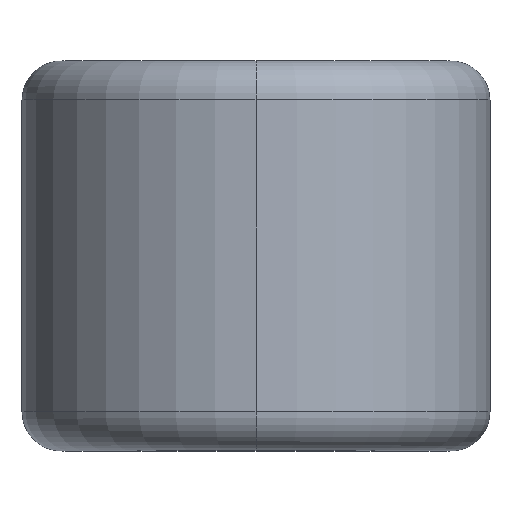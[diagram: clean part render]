
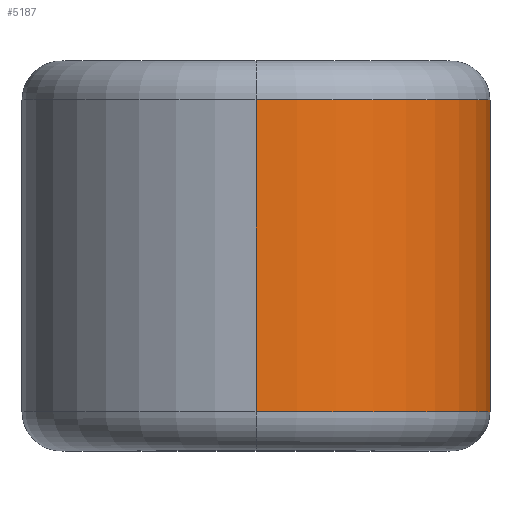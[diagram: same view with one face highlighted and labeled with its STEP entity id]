
A CAD part, top view. The second image highlights one B-rep face of the part: STEP entity #5187.
In plain terms, the highlighted cylindrical face has radius 6 mm (diameter 12 mm), a partial arc.
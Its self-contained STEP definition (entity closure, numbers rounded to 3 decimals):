
#55 = CARTESIAN_POINT ( 'NONE',  ( 0., 3.65, 0. ) ) ;
#497 = AXIS2_PLACEMENT_3D ( 'NONE', #5849, #10909, #13054 ) ;
#577 = VECTOR ( 'NONE', #1619, 1000. ) ;
#676 = CARTESIAN_POINT ( 'NONE',  ( 4.073, -3.35, -4.405 ) ) ;
#775 = VERTEX_POINT ( 'NONE', #3259 ) ;
#778 = VECTOR ( 'NONE', #12978, 1000. ) ;
#805 = EDGE_CURVE ( 'NONE', #4411, #1698, #12643, .T. ) ;
#937 = CIRCLE ( 'NONE', #497, 6. ) ;
#1058 = CIRCLE ( 'NONE', #11897, 6. ) ;
#1252 = ORIENTED_EDGE ( 'NONE', *, *, #12781, .T. ) ;
#1294 = CARTESIAN_POINT ( 'NONE',  ( 0., 5., -6. ) ) ;
#1305 = EDGE_CURVE ( 'NONE', #8881, #8347, #5289, .T. ) ;
#1406 = DIRECTION ( 'NONE',  ( 0., -1., 0. ) ) ;
#1615 = CIRCLE ( 'NONE', #9683, 6. ) ;
#1619 = DIRECTION ( 'NONE',  ( 0., -1., 0. ) ) ;
#1652 = EDGE_CURVE ( 'NONE', #9844, #4411, #8332, .T. ) ;
#1696 = DIRECTION ( 'NONE',  ( 0., -1., 0. ) ) ;
#1698 = VERTEX_POINT ( 'NONE', #12387 ) ;
#1820 = CARTESIAN_POINT ( 'NONE',  ( 0., 4., 6. ) ) ;
#2014 = DIRECTION ( 'NONE',  ( 0., 0., 1. ) ) ;
#2146 = ORIENTED_EDGE ( 'NONE', *, *, #1305, .F. ) ;
#2323 = VECTOR ( 'NONE', #11623, 1000. ) ;
#2642 = CARTESIAN_POINT ( 'NONE',  ( 0., 5., 0. ) ) ;
#2917 = CARTESIAN_POINT ( 'NONE',  ( 0., -3.35, 0. ) ) ;
#3259 = CARTESIAN_POINT ( 'NONE',  ( 0.6, 3.35, -5.97 ) ) ;
#3317 = CARTESIAN_POINT ( 'NONE',  ( 4.873, -3.35, -3.5 ) ) ;
#3596 = LINE ( 'NONE', #676, #577 ) ;
#3871 = ORIENTED_EDGE ( 'NONE', *, *, #6667, .T. ) ;
#4220 = ORIENTED_EDGE ( 'NONE', *, *, #4887, .F. ) ;
#4266 = DIRECTION ( 'NONE',  ( 0., -1., 0. ) ) ;
#4411 = VERTEX_POINT ( 'NONE', #13270 ) ;
#4551 = DIRECTION ( 'NONE',  ( 0., 0., 1. ) ) ;
#4677 = DIRECTION ( 'NONE',  ( 0., -1., 0. ) ) ;
#4681 = ORIENTED_EDGE ( 'NONE', *, *, #7289, .T. ) ;
#4687 = VECTOR ( 'NONE', #1406, 1000. ) ;
#4887 = EDGE_CURVE ( 'NONE', #6042, #8881, #6586, .T. ) ;
#4983 = FACE_BOUND ( 'NONE', #12756, .T. ) ;
#5067 = EDGE_CURVE ( 'NONE', #9844, #9271, #3596, .T. ) ;
#5173 = AXIS2_PLACEMENT_3D ( 'NONE', #12505, #12991, #4551 ) ;
#5187 = ADVANCED_FACE ( 'NONE', ( #4983, #9155 ), #5886, .T. ) ;
#5200 = DIRECTION ( 'NONE',  ( 0., -1., 0. ) ) ;
#5289 = CIRCLE ( 'NONE', #5505, 6. ) ;
#5414 = EDGE_CURVE ( 'NONE', #10465, #13435, #10659, .T. ) ;
#5505 = AXIS2_PLACEMENT_3D ( 'NONE', #55, #5200, #9234 ) ;
#5530 = DIRECTION ( 'NONE',  ( 0., -1., 0. ) ) ;
#5849 = CARTESIAN_POINT ( 'NONE',  ( 0., -3.65, 0. ) ) ;
#5886 = CYLINDRICAL_SURFACE ( 'NONE', #8891, 6. ) ;
#6042 = VERTEX_POINT ( 'NONE', #10361 ) ;
#6081 = CARTESIAN_POINT ( 'NONE',  ( 0., 3.35, -6. ) ) ;
#6560 = CARTESIAN_POINT ( 'NONE',  ( 0., 4., 0. ) ) ;
#6586 = LINE ( 'NONE', #10635, #7769 ) ;
#6667 = EDGE_CURVE ( 'NONE', #6949, #13435, #11271, .T. ) ;
#6949 = VERTEX_POINT ( 'NONE', #8970 ) ;
#7007 = AXIS2_PLACEMENT_3D ( 'NONE', #2917, #7092, #2014 ) ;
#7029 = DIRECTION ( 'NONE',  ( 0., -1., 0. ) ) ;
#7092 = DIRECTION ( 'NONE',  ( 0., -1., 0. ) ) ;
#7289 = EDGE_CURVE ( 'NONE', #10465, #775, #1058, .T. ) ;
#7447 = ORIENTED_EDGE ( 'NONE', *, *, #805, .F. ) ;
#7769 = VECTOR ( 'NONE', #4677, 1000. ) ;
#7877 = ORIENTED_EDGE ( 'NONE', *, *, #12513, .F. ) ;
#8225 = ORIENTED_EDGE ( 'NONE', *, *, #13331, .T. ) ;
#8332 = CIRCLE ( 'NONE', #7007, 6. ) ;
#8347 = VERTEX_POINT ( 'NONE', #9704 ) ;
#8572 = LINE ( 'NONE', #12693, #778 ) ;
#8881 = VERTEX_POINT ( 'NONE', #12798 ) ;
#8891 = AXIS2_PLACEMENT_3D ( 'NONE', #2642, #1696, #13222 ) ;
#8970 = CARTESIAN_POINT ( 'NONE',  ( 0., -4., 6. ) ) ;
#9155 = FACE_OUTER_BOUND ( 'NONE', #11705, .T. ) ;
#9234 = DIRECTION ( 'NONE',  ( 0., 0., 1. ) ) ;
#9271 = VERTEX_POINT ( 'NONE', #11195 ) ;
#9385 = CARTESIAN_POINT ( 'NONE',  ( 0.6, 3.65, -5.97 ) ) ;
#9459 = VECTOR ( 'NONE', #4266, 1000. ) ;
#9678 = ORIENTED_EDGE ( 'NONE', *, *, #5067, .T. ) ;
#9683 = AXIS2_PLACEMENT_3D ( 'NONE', #6560, #5530, #11227 ) ;
#9704 = CARTESIAN_POINT ( 'NONE',  ( 0.6, 3.65, -5.97 ) ) ;
#9803 = VERTEX_POINT ( 'NONE', #1820 ) ;
#9844 = VERTEX_POINT ( 'NONE', #13495 ) ;
#9979 = ORIENTED_EDGE ( 'NONE', *, *, #1652, .F. ) ;
#10134 = EDGE_CURVE ( 'NONE', #9803, #6949, #8572, .T. ) ;
#10238 = ORIENTED_EDGE ( 'NONE', *, *, #10134, .T. ) ;
#10361 = CARTESIAN_POINT ( 'NONE',  ( 0., 4., -6. ) ) ;
#10465 = VERTEX_POINT ( 'NONE', #6081 ) ;
#10635 = CARTESIAN_POINT ( 'NONE',  ( 0., 5., -6. ) ) ;
#10659 = LINE ( 'NONE', #1294, #2323 ) ;
#10715 = ORIENTED_EDGE ( 'NONE', *, *, #5414, .F. ) ;
#10909 = DIRECTION ( 'NONE',  ( 0., -1., 0. ) ) ;
#11161 = DIRECTION ( 'NONE',  ( 0., 0., 1. ) ) ;
#11195 = CARTESIAN_POINT ( 'NONE',  ( 4.073, -3.65, -4.405 ) ) ;
#11227 = DIRECTION ( 'NONE',  ( 0., 0., 1. ) ) ;
#11260 = CARTESIAN_POINT ( 'NONE',  ( 0., -4., -6. ) ) ;
#11271 = CIRCLE ( 'NONE', #5173, 6. ) ;
#11623 = DIRECTION ( 'NONE',  ( 0., -1., 0. ) ) ;
#11705 = EDGE_LOOP ( 'NONE', ( #1252, #10238, #3871, #10715, #4681, #7877, #2146, #4220 ) ) ;
#11897 = AXIS2_PLACEMENT_3D ( 'NONE', #13158, #7029, #11161 ) ;
#12387 = CARTESIAN_POINT ( 'NONE',  ( 4.873, -3.65, -3.5 ) ) ;
#12505 = CARTESIAN_POINT ( 'NONE',  ( 0., -4., 0. ) ) ;
#12513 = EDGE_CURVE ( 'NONE', #8347, #775, #12690, .T. ) ;
#12643 = LINE ( 'NONE', #3317, #4687 ) ;
#12690 = LINE ( 'NONE', #9385, #9459 ) ;
#12693 = CARTESIAN_POINT ( 'NONE',  ( 0., 5., 6. ) ) ;
#12756 = EDGE_LOOP ( 'NONE', ( #7447, #9979, #9678, #8225 ) ) ;
#12781 = EDGE_CURVE ( 'NONE', #6042, #9803, #1615, .T. ) ;
#12798 = CARTESIAN_POINT ( 'NONE',  ( 0., 3.65, -6. ) ) ;
#12978 = DIRECTION ( 'NONE',  ( 0., -1., 0. ) ) ;
#12991 = DIRECTION ( 'NONE',  ( 0., 1., 0. ) ) ;
#13054 = DIRECTION ( 'NONE',  ( 0., 0., 1. ) ) ;
#13158 = CARTESIAN_POINT ( 'NONE',  ( 0., 3.35, 0. ) ) ;
#13222 = DIRECTION ( 'NONE',  ( 0., 0., -1. ) ) ;
#13270 = CARTESIAN_POINT ( 'NONE',  ( 4.873, -3.35, -3.5 ) ) ;
#13331 = EDGE_CURVE ( 'NONE', #9271, #1698, #937, .T. ) ;
#13435 = VERTEX_POINT ( 'NONE', #11260 ) ;
#13495 = CARTESIAN_POINT ( 'NONE',  ( 4.073, -3.35, -4.405 ) ) ;
